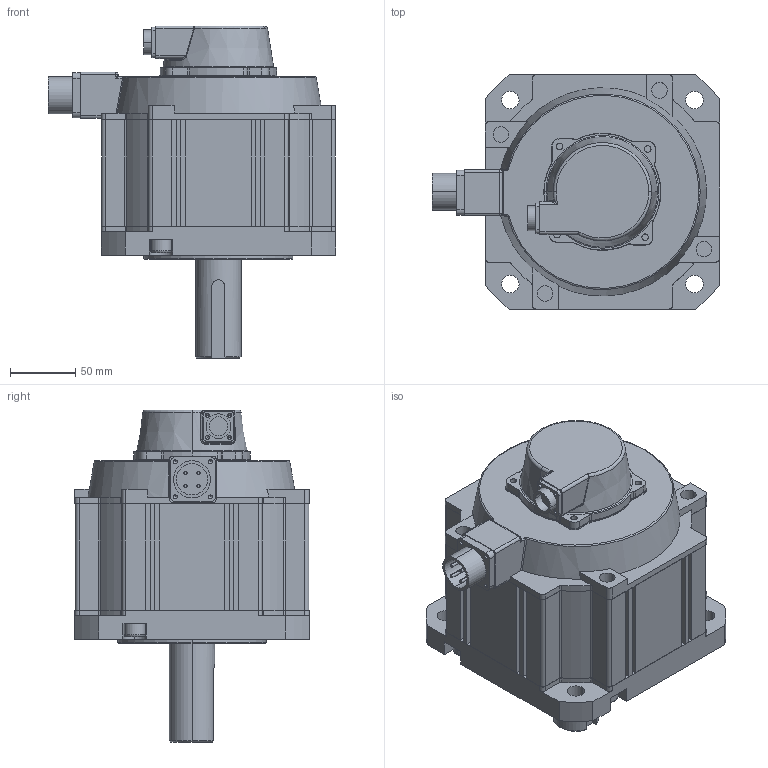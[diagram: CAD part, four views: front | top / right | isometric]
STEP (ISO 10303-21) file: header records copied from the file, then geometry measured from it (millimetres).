
FILE_DESCRIPTION (( 'STEP AP214' ), '1' );
FILE_NAME ('180BST-M18615祥湍惕掅L176.STP.STEP', '2021-12-23T06:17:04', ( '' ), ( '' ), 'SwSTEP 2.0', 'SolidWorks 2020', '' );
FILE_SCHEMA (( 'AUTOMOTIVE_DESIGN' ));
Length unit declared in the file: millimetre
Products named in the file (6): 180BSTヶ傷裔堤粣79; 180BST-M18615祥湍惕掅L176.STP; 180BST綴裔; 180BST綴傷裔02; 180BST儂旯; hexagon socket head cap screws gb_GB_FASTENER_SCREWS_HSHCS M10X50-N
Assembly tree (8 placements, depth 2):
  180BST-M18615祥湍惕掅L176.STP
    180BST儂旯
    180BSTヶ傷裔堤粣79
    180BST綴裔
    180BST綴傷裔02
    hexagon socket head cap screws gb_GB_FASTENER_SCREWS_HSHCS M10X50-N  x4
Bounding box: 220.5 x 180 x 255 mm (x, y, z)
Volume: 3946870 mm3; surface area: 348319.9 mm2
Topology: 9 solids, 9 shells, 599 faces, 1580 edges, 1005 vertices
Faces by surface type: plane 263, cylinder 257, cone 44, torus 19, bspline 14, sphere 2
Entity records: 17318 total; most frequent: CARTESIAN_POINT 3571, DIRECTION 2937, ORIENTED_EDGE 2772, EDGE_CURVE 1386, AXIS2_PLACEMENT_3D 1072, VERTEX_POINT 906, LINE 793, VECTOR 793
